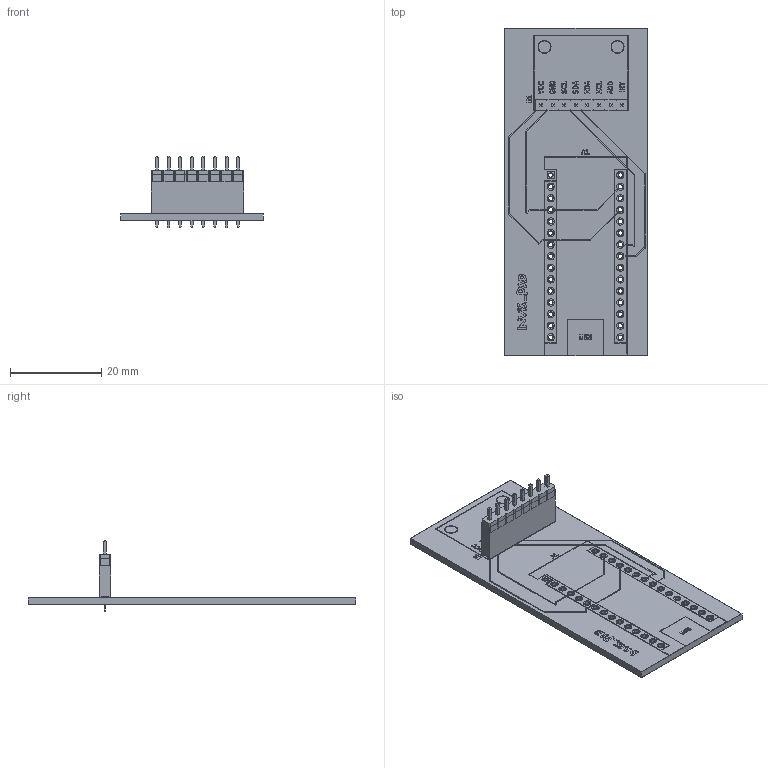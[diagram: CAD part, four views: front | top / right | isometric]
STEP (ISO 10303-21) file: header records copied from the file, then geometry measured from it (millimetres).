
FILE_DESCRIPTION(('KiCad electronic assembly'),'2;1');
FILE_NAME('Invis_Pad_Kicad.step','2025-11-26T20:34:48',('Pcbnew'),( 'Kicad'),'Open CASCADE STEP processor 7.9','KiCad to STEP converter' ,'Unknown');
FILE_SCHEMA(('AUTOMOTIVE_DESIGN { 1 0 10303 214 1 1 1 1 }'));
Length unit declared in the file: millimetre
Products named in the file (8): Invis_Pad_Kicad 1; PinHeader_1x08_P2.54mm_Vertical; PinSocket_1x08_P2.54mm_Vertical; Invis_Pad_Kicad_copper; Invis_Pad_Kicad_silkscreen; Invis_Pad_Kicad_soldermask; Invis_Pad_Kicad_PCB
Assembly tree (7 placements, depth 2):
  Invis_Pad_Kicad 1
    PinHeader_1x08_P2.54mm_Vertical
    PinSocket_1x08_P2.54mm_Vertical
    Invis_Pad_Kicad_copper
    Invis_Pad_Kicad_silkscreen
    Invis_Pad_Kicad_soldermask
    Invis_Pad_Kicad_soldermask
    Invis_Pad_Kicad_PCB
Bounding box: 31.18 x 71.73 x 15.6 mm (x, y, z)
Volume: 3916.3 mm3; surface area: 11022.5 mm2
Topology: 36 solids, 83 shells, 878 faces, 2878 edges, 2227 vertices
Faces by surface type: plane 686, cylinder 192
Full cylindrical faces by diameter (mm): 0.712 x8, 0.762 x16, 0.95 x30, 1 x60, 1.524 x16, 1.6 x58
Entity records: 36916 total; most frequent: CARTESIAN_POINT 5991, DIRECTION 5357, ORIENTED_EDGE 4735, EDGE_CURVE 2878, VERTEX_POINT 2227, LINE 2171, VECTOR 2171, AXIS2_PLACEMENT_3D 1593
